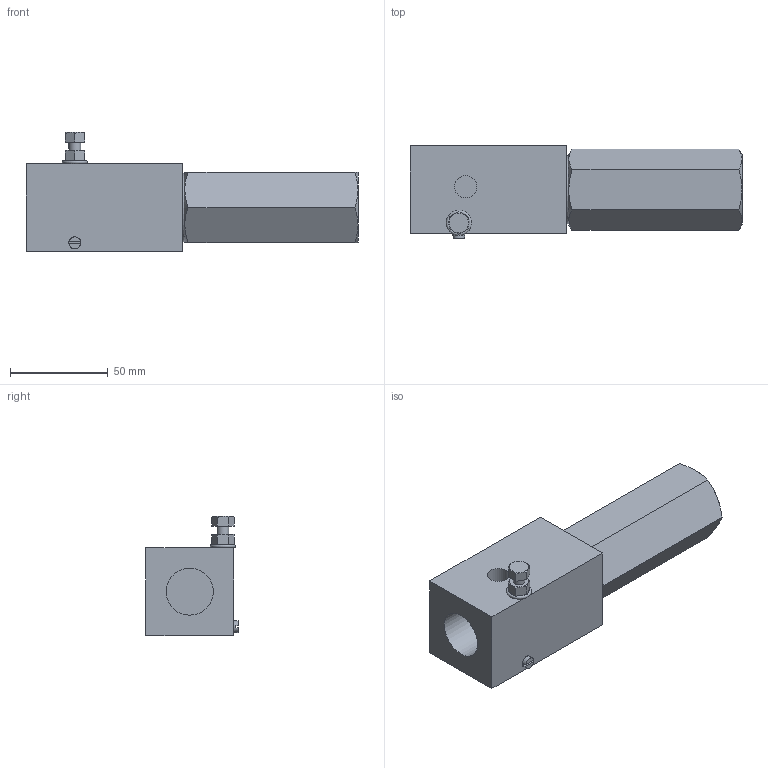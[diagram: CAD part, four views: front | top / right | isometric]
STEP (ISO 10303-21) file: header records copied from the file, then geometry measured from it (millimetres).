
FILE_DESCRIPTION( ( 'STEP AP214' ), '1' );
FILE_NAME( 'RØR MOTION CONTROL VALVE LHK 44G-11.stp', '2019-09-17T08:37:05', ( '' ), ( '' ), ' ', 'PARTsolutions', ' ' );
FILE_SCHEMA( ( 'AUTOMOTIVE_DESIGN { 1 0 10303 214 1 1 1 1 }' ) );
Length unit declared in the file: millimetre
Products named in the file (5): 59361263 HAWE LHK 44 G(F) -11; _HAWE LHK 44 G(F) -11; _HAWE Lasthalteeinsatz-LHK44; _HAWE Schr-6kt-SEAL-LOCK-BundMut-M6; _HAWE Schraube-6999049-DR
Assembly tree (4 placements, depth 2):
  59361263 HAWE LHK 44 G(F) -11
    _HAWE LHK 44 G(F) -11
    _HAWE Lasthalteeinsatz-LHK44
    _HAWE Schr-6kt-SEAL-LOCK-BundMut-M6
    _HAWE Schraube-6999049-DR
Bounding box: 170 x 47.3 x 61 mm (x, y, z)
Volume: 221066.6 mm3; surface area: 47994.2 mm2
Topology: 4 solids, 4 shells, 136 faces, 276 edges, 174 vertices
Faces by surface type: plane 72, cylinder 30, cone 29, torus 3, sphere 2
Full cylindrical faces by diameter (mm): 1.95 x1, 2 x1, 4 x3, 5.8 x1, 6 x4, 6.2 x2, 11.45 x1, 16.3 x1, 18 x1, 18.2 x1, 24.12 x1, 25 x1, 26.44 x1, 27.5 x1, 28 x1, 30 x1, 31.7 x1, 32 x1, 32.3 x1, 32.5 x1, 34 x1, 35 x2, 36 x1
Entity records: 4742 total; most frequent: CARTESIAN_POINT 935, DIRECTION 546, ORIENTED_EDGE 464, AXIS2_PLACEMENT_3D 239, EDGE_CURVE 232, EDGE_LOOP 202, VERTEX_POINT 172, FACE_OUTER_BOUND 170
